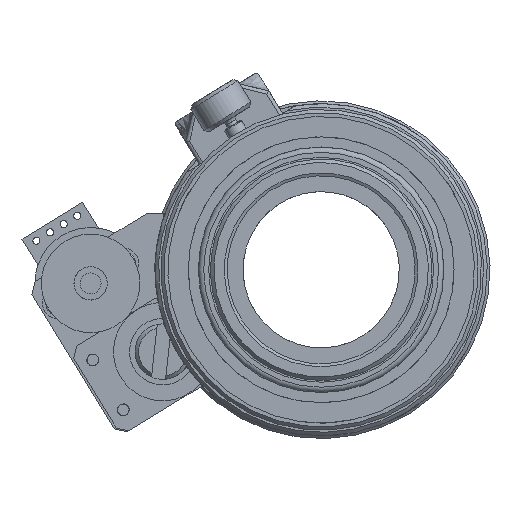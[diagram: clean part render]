
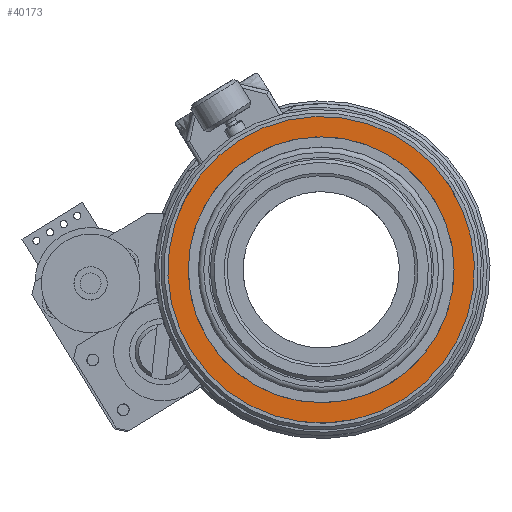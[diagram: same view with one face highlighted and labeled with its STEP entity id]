
A CAD part, left-side view. The second image highlights one B-rep face of the part: STEP entity #40173.
In plain terms, the highlighted face is planar.
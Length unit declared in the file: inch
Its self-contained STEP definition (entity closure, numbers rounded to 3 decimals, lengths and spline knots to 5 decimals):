
#40130=CARTESIAN_POINT('',(-0.75,0.45966,0.0));
#40131=VERTEX_POINT('',#40130);
#40132=CARTESIAN_POINT('',(0.0,0.45966,0.0));
#40133=DIRECTION('',(0.0,1.0,0.0));
#40134=DIRECTION('',(-1.0,0.0,0.0));
#40135=AXIS2_PLACEMENT_3D('',#40132,#40133,#40134);
#40136=CIRCLE('',#40135,0.75);
#40137=EDGE_CURVE('',#40131,#40131,#40136,.T.);
#40154=CARTESIAN_POINT('',(-0.8075,0.45966,0.0));
#40155=DIRECTION('',(0.0,-1.0,0.0));
#40156=DIRECTION('',(0.0,0.0,-1.0));
#40157=AXIS2_PLACEMENT_3D('',#40154,#40155,#40156);
#40158=PLANE('',#40157);
#40159=CARTESIAN_POINT('',(-0.865,0.45966,0.0));
#40160=VERTEX_POINT('',#40159);
#40161=CARTESIAN_POINT('',(0.0,0.45966,0.0));
#40162=DIRECTION('',(0.0,1.0,0.0));
#40163=DIRECTION('',(-1.0,0.0,0.0));
#40164=AXIS2_PLACEMENT_3D('',#40161,#40162,#40163);
#40165=CIRCLE('',#40164,0.865);
#40166=EDGE_CURVE('',#40160,#40160,#40165,.T.);
#40167=ORIENTED_EDGE('',*,*,#40166,.F.);
#40168=EDGE_LOOP('',(#40167));
#40169=FACE_OUTER_BOUND('',#40168,.T.);
#40170=ORIENTED_EDGE('',*,*,#40137,.T.);
#40171=EDGE_LOOP('',(#40170));
#40172=FACE_BOUND('',#40171,.T.);
#40173=ADVANCED_FACE('',(#40169,#40172),#40158,.T.);
